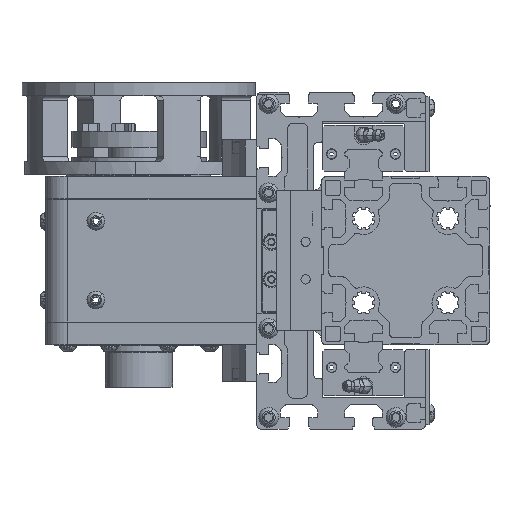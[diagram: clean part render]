
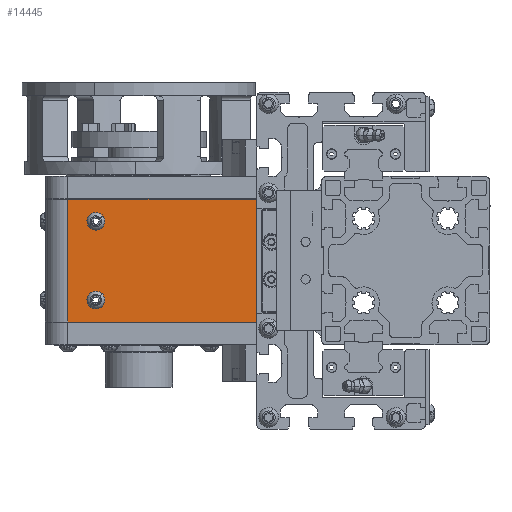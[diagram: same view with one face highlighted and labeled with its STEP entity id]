
A CAD part, left-side view. The second image highlights one B-rep face of the part: STEP entity #14445.
In plain terms, the highlighted planar face has unit normal (-1, 0, 0).
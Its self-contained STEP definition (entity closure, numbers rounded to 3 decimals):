
#257 = AXIS2_PLACEMENT_3D ( 'NONE', #53286, #8609, #60765 ) ;
#1353 = ORIENTED_EDGE ( 'NONE', *, *, #41071, .F. ) ;
#2764 = CIRCLE ( 'NONE', #65535, 3. ) ;
#2850 = VERTEX_POINT ( 'NONE', #76956 ) ;
#2876 = DIRECTION ( 'NONE',  ( 0., 0., -1. ) ) ;
#3500 = DIRECTION ( 'NONE',  ( 0., 1., 0. ) ) ;
#8131 = CARTESIAN_POINT ( 'NONE',  ( -77.436, 95.844, 32.5 ) ) ;
#8609 = DIRECTION ( 'NONE',  ( 1., 0., 0. ) ) ;
#9083 = CIRCLE ( 'NONE', #25559, 3. ) ;
#9310 = CARTESIAN_POINT ( 'NONE',  ( -77.436, 181.544, 24. ) ) ;
#9892 = CARTESIAN_POINT ( 'NONE',  ( -77.436, 181.544, 18. ) ) ;
#11011 = VERTEX_POINT ( 'NONE', #9310 ) ;
#12461 = LINE ( 'NONE', #61672, #30039 ) ;
#14445 = ADVANCED_FACE ( 'NONE', ( #55824, #16172, #95498 ), #63625, .T. ) ;
#16087 = ORIENTED_EDGE ( 'NONE', *, *, #75962, .T. ) ;
#16172 = FACE_BOUND ( 'NONE', #49074, .T. ) ;
#17985 = CARTESIAN_POINT ( 'NONE',  ( -77.436, 206.544, 32.75 ) ) ;
#18768 = DIRECTION ( 'NONE',  ( 1., 0., 0. ) ) ;
#18945 = CIRCLE ( 'NONE', #257, 3. ) ;
#19668 = LINE ( 'NONE', #8131, #74569 ) ;
#21660 = ORIENTED_EDGE ( 'NONE', *, *, #40841, .F. ) ;
#22687 = EDGE_CURVE ( 'NONE', #91440, #65124, #48898, .T. ) ;
#24154 = EDGE_CURVE ( 'NONE', #77336, #11011, #9083, .T. ) ;
#25559 = AXIS2_PLACEMENT_3D ( 'NONE', #92247, #47558, #2876 ) ;
#27395 = VERTEX_POINT ( 'NONE', #70650 ) ;
#27415 = ORIENTED_EDGE ( 'NONE', *, *, #22687, .T. ) ;
#28942 = ORIENTED_EDGE ( 'NONE', *, *, #93818, .T. ) ;
#29777 = EDGE_LOOP ( 'NONE', ( #52202, #28942, #1353, #21660 ) ) ;
#30039 = VECTOR ( 'NONE', #69179, 1000. ) ;
#33266 = CARTESIAN_POINT ( 'NONE',  ( -77.436, 206.544, -32.75 ) ) ;
#35377 = AXIS2_PLACEMENT_3D ( 'NONE', #44620, #96772, #52129 ) ;
#38959 = CARTESIAN_POINT ( 'NONE',  ( -77.436, 95.844, 32.75 ) ) ;
#40494 = DIRECTION ( 'NONE',  ( 0., -1., 0. ) ) ;
#40841 = EDGE_CURVE ( 'NONE', #83511, #52575, #19668, .T. ) ;
#41071 = EDGE_CURVE ( 'NONE', #52575, #27395, #73325, .T. ) ;
#44620 = CARTESIAN_POINT ( 'NONE',  ( -77.436, 181.544, -21. ) ) ;
#47558 = DIRECTION ( 'NONE',  ( 1., 0., 0. ) ) ;
#48898 = CIRCLE ( 'NONE', #35377, 3. ) ;
#49074 = EDGE_LOOP ( 'NONE', ( #96735, #60878 ) ) ;
#49636 = EDGE_LOOP ( 'NONE', ( #16087, #27415 ) ) ;
#50931 = VECTOR ( 'NONE', #40494, 1000. ) ;
#51209 = EDGE_CURVE ( 'NONE', #2850, #83511, #53272, .T. ) ;
#52129 = DIRECTION ( 'NONE',  ( 0., 0., -1. ) ) ;
#52202 = ORIENTED_EDGE ( 'NONE', *, *, #51209, .F. ) ;
#52575 = VERTEX_POINT ( 'NONE', #57917 ) ;
#53272 = LINE ( 'NONE', #17985, #50931 ) ;
#53286 = CARTESIAN_POINT ( 'NONE',  ( -77.436, 181.544, 21. ) ) ;
#55824 = FACE_BOUND ( 'NONE', #49636, .T. ) ;
#57917 = CARTESIAN_POINT ( 'NONE',  ( -77.436, 95.844, -32.75 ) ) ;
#60765 = DIRECTION ( 'NONE',  ( 0., 0., -1. ) ) ;
#60878 = ORIENTED_EDGE ( 'NONE', *, *, #62694, .T. ) ;
#61672 = CARTESIAN_POINT ( 'NONE',  ( -77.436, 196.544, -32.5 ) ) ;
#62569 = DIRECTION ( 'NONE',  ( 0., 0., 1. ) ) ;
#62679 = DIRECTION ( 'NONE',  ( -1., 0., 0. ) ) ;
#62694 = EDGE_CURVE ( 'NONE', #11011, #77336, #18945, .T. ) ;
#62992 = CARTESIAN_POINT ( 'NONE',  ( -77.436, 206.544, -32.5 ) ) ;
#63418 = CARTESIAN_POINT ( 'NONE',  ( -77.436, 181.544, -21. ) ) ;
#63625 = PLANE ( 'NONE',  #67913 ) ;
#65124 = VERTEX_POINT ( 'NONE', #93422 ) ;
#65535 = AXIS2_PLACEMENT_3D ( 'NONE', #63418, #18768, #70982 ) ;
#67791 = DIRECTION ( 'NONE',  ( 0., 0., -1. ) ) ;
#67913 = AXIS2_PLACEMENT_3D ( 'NONE', #62992, #62679, #62569 ) ;
#69179 = DIRECTION ( 'NONE',  ( 0., 0., -1. ) ) ;
#70650 = CARTESIAN_POINT ( 'NONE',  ( -77.436, 196.544, -32.75 ) ) ;
#70978 = VECTOR ( 'NONE', #3500, 1000. ) ;
#70982 = DIRECTION ( 'NONE',  ( 0., 0., -1. ) ) ;
#73325 = LINE ( 'NONE', #33266, #70978 ) ;
#74569 = VECTOR ( 'NONE', #67791, 1000. ) ;
#75962 = EDGE_CURVE ( 'NONE', #65124, #91440, #2764, .T. ) ;
#76956 = CARTESIAN_POINT ( 'NONE',  ( -77.436, 196.544, 32.75 ) ) ;
#77336 = VERTEX_POINT ( 'NONE', #9892 ) ;
#83511 = VERTEX_POINT ( 'NONE', #38959 ) ;
#91440 = VERTEX_POINT ( 'NONE', #95505 ) ;
#92247 = CARTESIAN_POINT ( 'NONE',  ( -77.436, 181.544, 21. ) ) ;
#93422 = CARTESIAN_POINT ( 'NONE',  ( -77.436, 181.544, -24. ) ) ;
#93818 = EDGE_CURVE ( 'NONE', #2850, #27395, #12461, .T. ) ;
#95498 = FACE_OUTER_BOUND ( 'NONE', #29777, .T. ) ;
#95505 = CARTESIAN_POINT ( 'NONE',  ( -77.436, 181.544, -18. ) ) ;
#96735 = ORIENTED_EDGE ( 'NONE', *, *, #24154, .T. ) ;
#96772 = DIRECTION ( 'NONE',  ( 1., 0., 0. ) ) ;
